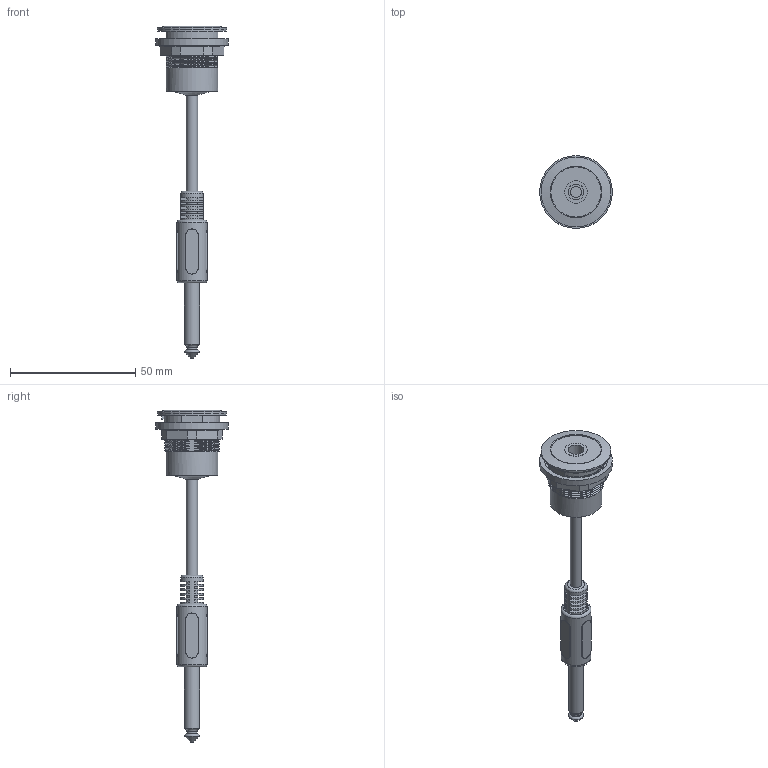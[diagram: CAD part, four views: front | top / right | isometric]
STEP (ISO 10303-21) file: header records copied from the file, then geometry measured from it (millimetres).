
FILE_DESCRIPTION(/* description */ (''),/* implementation_level */ '2;1');
FILE_NAME(/* name */ 'RRJ_KL6,3_...CM.stp',/* time_stamp */ '2016-03-21T11:17:42+01:00',/* author */ ('mharscher'),/* organization */ (''),/* preprocessor_version */ 'ST-DEVELOPER v15.2',/* originating_system */ 'Autodesk Inventor 2014',/* authorisation */ '');
FILE_SCHEMA (('CONFIG_CONTROL_DESIGN'));
Length unit declared in the file: millimetre
Products named in the file (1): kl6,3
Bounding box: 29 x 29 x 132.5 mm (x, y, z)
Volume: 14539.4 mm3; surface area: 8254.7 mm2
Topology: 1 solids, 1 shells, 264 faces, 711 edges, 462 vertices
Faces by surface type: plane 97, cylinder 77, bspline 75, torus 11, cone 4
Full cylindrical faces by diameter (mm): 4 x1, 4.5 x1, 6 x1, 6.3 x1, 9 x2, 12 x1, 20.05 x1, 20.7 x1, 22.6 x1, 25.35 x1, 27.4 x1, 27.9 x1, 29 x1
Entity records: 15373 total; most frequent: CARTESIAN_POINT 9501, ORIENTED_EDGE 1360, DIRECTION 917, EDGE_CURVE 680, VERTEX_POINT 459, AXIS2_PLACEMENT_3D 330, EDGE_LOOP 321, B_SPLINE_CURVE_WITH_KNOTS 278
